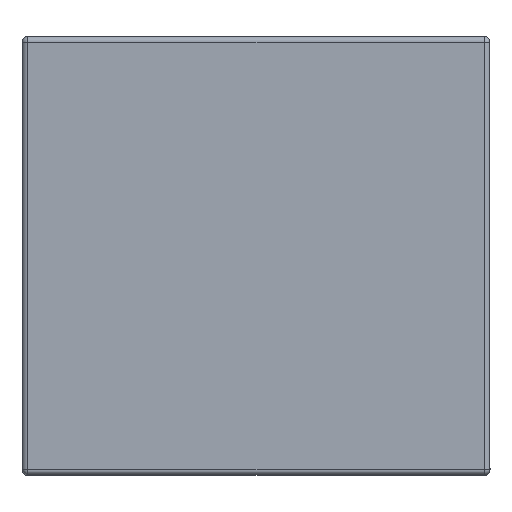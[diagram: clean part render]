
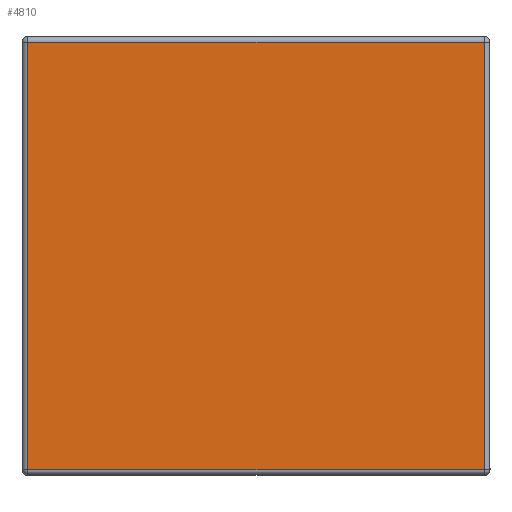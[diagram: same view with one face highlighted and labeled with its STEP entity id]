
A CAD part, left-side view. The second image highlights one B-rep face of the part: STEP entity #4810.
In plain terms, the highlighted planar face has unit normal (-1, 0, 0).
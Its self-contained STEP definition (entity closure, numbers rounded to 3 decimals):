
#487=FACE_OUTER_BOUND('',#775,.T.);
#775=EDGE_LOOP('',(#4312,#4313,#4314,#4315));
#1384=LINE('',#8687,#1842);
#1389=LINE('',#8704,#1847);
#1390=LINE('',#8713,#1848);
#1395=LINE('',#8723,#1853);
#1842=VECTOR('',#5933,10.);
#1847=VECTOR('',#5952,10.);
#1848=VECTOR('',#5963,10.);
#1853=VECTOR('',#5974,10.);
#2296=VERTEX_POINT('',#8676);
#2297=VERTEX_POINT('',#8680);
#2304=VERTEX_POINT('',#8699);
#2305=VERTEX_POINT('',#8706);
#2958=EDGE_CURVE('',#2297,#2296,#1384,.T.);
#2967=EDGE_CURVE('',#2296,#2304,#1389,.T.);
#2971=EDGE_CURVE('',#2305,#2297,#1390,.T.);
#2977=EDGE_CURVE('',#2304,#2305,#1395,.T.);
#4312=ORIENTED_EDGE('',*,*,#2958,.F.);
#4313=ORIENTED_EDGE('',*,*,#2971,.F.);
#4314=ORIENTED_EDGE('',*,*,#2977,.F.);
#4315=ORIENTED_EDGE('',*,*,#2967,.F.);
#4536=PLANE('',#5102);
#4810=ADVANCED_FACE('',(#487),#4536,.T.);
#5102=AXIS2_PLACEMENT_3D('',#8740,#5993,#5994);
#5933=DIRECTION('',(0.,1.,0.));
#5952=DIRECTION('',(0.,0.,1.));
#5963=DIRECTION('',(0.,0.,-1.));
#5974=DIRECTION('',(0.,-1.,0.));
#5993=DIRECTION('center_axis',(-1.,0.,0.));
#5994=DIRECTION('ref_axis',(0.,-1.,0.));
#8676=CARTESIAN_POINT('',(-1.6,0.78,0.02));
#8680=CARTESIAN_POINT('',(-1.6,-0.78,0.02));
#8687=CARTESIAN_POINT('',(-1.6,0.4,0.02));
#8699=CARTESIAN_POINT('',(-1.6,0.78,1.48));
#8704=CARTESIAN_POINT('',(-1.6,0.78,0.));
#8706=CARTESIAN_POINT('',(-1.6,-0.78,1.48));
#8713=CARTESIAN_POINT('',(-1.6,-0.78,0.));
#8723=CARTESIAN_POINT('',(-1.6,0.4,1.48));
#8740=CARTESIAN_POINT('Origin',(-1.6,0.8,0.));
